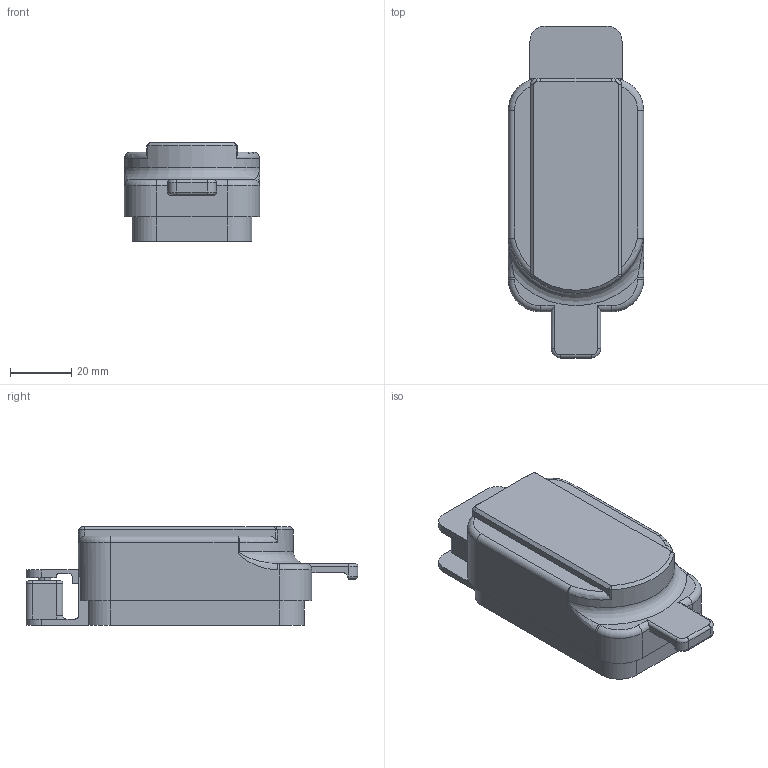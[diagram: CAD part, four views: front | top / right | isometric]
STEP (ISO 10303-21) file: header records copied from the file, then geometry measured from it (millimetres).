
FILE_DESCRIPTION (( 'STEP AP203' ), '1' );
FILE_NAME ('A-372-RC-3-F.STEP', '2010-04-16T06:41:54', ( ' ' ), ( ' ' ), 'SwSTEP 2.0', 'SolidWorks 2007', '' );
FILE_SCHEMA (( 'CONFIG_CONTROL_DESIGN' ));
Length unit declared in the file: millimetre
Products named in the file (3): A-372-RC-3-Fゴムキャップ__ﾃﾞﾌｫﾙﾄ; A-372-RC-3-F儀乕僗__棉太倌; A-372-RC-3-F
Assembly tree (2 placements, depth 2):
  A-372-RC-3-F
    A-372-RC-3-F儀乕僗__棉太倌
    A-372-RC-3-Fゴムキャップ__ﾃﾞﾌｫﾙﾄ
Bounding box: 44 x 108 x 32 mm (x, y, z)
Volume: 36348.1 mm3; surface area: 29434 mm2
Topology: 2 solids, 2 shells, 203 faces, 528 edges, 332 vertices
Faces by surface type: cylinder 83, plane 81, torus 26, cone 7, bspline 4, sphere 2
Entity records: 6902 total; most frequent: CARTESIAN_POINT 1566, DIRECTION 1087, ORIENTED_EDGE 1056, EDGE_CURVE 528, AXIS2_PLACEMENT_3D 399, VERTEX_POINT 332, VECTOR 289, LINE 289
